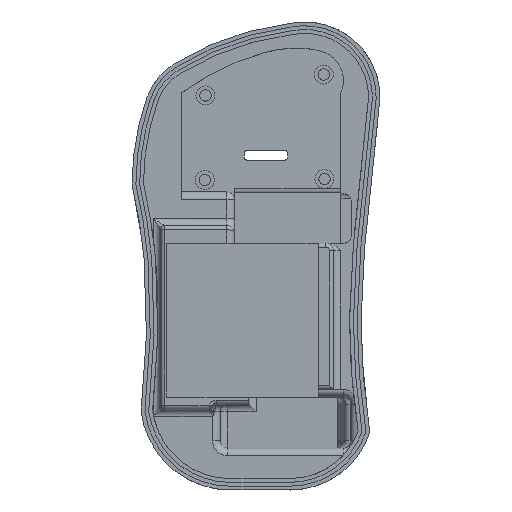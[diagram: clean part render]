
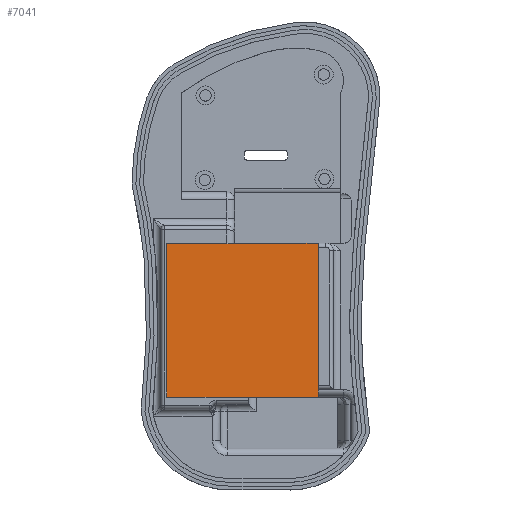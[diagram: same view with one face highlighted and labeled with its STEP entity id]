
A CAD part, top view. The second image highlights one B-rep face of the part: STEP entity #7041.
In plain terms, the highlighted planar face has unit normal (0, 0, 1).
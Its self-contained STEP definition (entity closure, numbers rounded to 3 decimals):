
#42 = ORIENTED_EDGE ( 'NONE', *, *, #9434, .F. ) ;
#163 = AXIS2_PLACEMENT_3D ( 'NONE', #4366, #2622, #9092 ) ;
#179 = CARTESIAN_POINT ( 'NONE',  ( 18., 4.81, -8. ) ) ;
#339 = ORIENTED_EDGE ( 'NONE', *, *, #7595, .T. ) ;
#892 = CARTESIAN_POINT ( 'NONE',  ( -4., 4.71, -8. ) ) ;
#965 = LINE ( 'NONE', #9050, #5415 ) ;
#1075 = DIRECTION ( 'NONE',  ( 0., 1., 0. ) ) ;
#1223 = VERTEX_POINT ( 'NONE', #4703 ) ;
#1322 = LINE ( 'NONE', #1482, #8375 ) ;
#1482 = CARTESIAN_POINT ( 'NONE',  ( -4., 4.71, -8. ) ) ;
#1870 = DIRECTION ( 'NONE',  ( -1., 0., 0. ) ) ;
#1983 = VECTOR ( 'NONE', #1870, 1000. ) ;
#2416 = ORIENTED_EDGE ( 'NONE', *, *, #8846, .T. ) ;
#2622 = DIRECTION ( 'NONE',  ( 0., 0., 1. ) ) ;
#2675 = LINE ( 'NONE', #179, #7277 ) ;
#3069 = EDGE_LOOP ( 'NONE', ( #4491, #6994, #42, #2416, #7288, #339, #7605 ) ) ;
#3105 = CARTESIAN_POINT ( 'NONE',  ( 0., 4.81, -8. ) ) ;
#3175 = CARTESIAN_POINT ( 'NONE',  ( 0.358, -35.69, -8. ) ) ;
#3483 = DIRECTION ( 'NONE',  ( 1., 0., 0. ) ) ;
#3527 = LINE ( 'NONE', #892, #9735 ) ;
#3917 = VECTOR ( 'NONE', #5313, 1000. ) ;
#3989 = DIRECTION ( 'NONE',  ( 1., 0., 0. ) ) ;
#4311 = CARTESIAN_POINT ( 'NONE',  ( -4., 4.81, -8. ) ) ;
#4321 = LINE ( 'NONE', #10839, #1983 ) ;
#4366 = CARTESIAN_POINT ( 'NONE',  ( 0., 0., -8. ) ) ;
#4491 = ORIENTED_EDGE ( 'NONE', *, *, #9980, .F. ) ;
#4579 = EDGE_CURVE ( 'NONE', #7778, #10568, #965, .T. ) ;
#4596 = CARTESIAN_POINT ( 'NONE',  ( -21.9, 4.71, -8. ) ) ;
#4703 = CARTESIAN_POINT ( 'NONE',  ( -4., 4.71, -8. ) ) ;
#5176 = VECTOR ( 'NONE', #3989, 1000. ) ;
#5313 = DIRECTION ( 'NONE',  ( 0., 1., 0. ) ) ;
#5415 = VECTOR ( 'NONE', #3483, 1000. ) ;
#6346 = LINE ( 'NONE', #9052, #3917 ) ;
#6946 = EDGE_CURVE ( 'NONE', #8830, #1223, #1322, .T. ) ;
#6994 = ORIENTED_EDGE ( 'NONE', *, *, #4579, .T. ) ;
#7041 = ADVANCED_FACE ( 'NONE', ( #9330 ), #8210, .T. ) ;
#7277 = VECTOR ( 'NONE', #1075, 1000. ) ;
#7278 = VERTEX_POINT ( 'NONE', #4311 ) ;
#7288 = ORIENTED_EDGE ( 'NONE', *, *, #8259, .F. ) ;
#7430 = VERTEX_POINT ( 'NONE', #10999 ) ;
#7595 = EDGE_CURVE ( 'NONE', #7278, #1223, #3527, .T. ) ;
#7605 = ORIENTED_EDGE ( 'NONE', *, *, #6946, .F. ) ;
#7748 = LINE ( 'NONE', #3105, #5176 ) ;
#7778 = VERTEX_POINT ( 'NONE', #10575 ) ;
#8121 = CARTESIAN_POINT ( 'NONE',  ( 18., 4.81, -8. ) ) ;
#8210 = PLANE ( 'NONE',  #163 ) ;
#8259 = EDGE_CURVE ( 'NONE', #7278, #8564, #7748, .T. ) ;
#8375 = VECTOR ( 'NONE', #10527, 1000. ) ;
#8564 = VERTEX_POINT ( 'NONE', #8121 ) ;
#8830 = VERTEX_POINT ( 'NONE', #4596 ) ;
#8846 = EDGE_CURVE ( 'NONE', #7430, #8564, #2675, .T. ) ;
#9050 = CARTESIAN_POINT ( 'NONE',  ( 18., -35.69, -8. ) ) ;
#9052 = CARTESIAN_POINT ( 'NONE',  ( -21.9, 4.81, -8. ) ) ;
#9092 = DIRECTION ( 'NONE',  ( 1., 0., 0. ) ) ;
#9245 = DIRECTION ( 'NONE',  ( 0., -1., 0. ) ) ;
#9330 = FACE_OUTER_BOUND ( 'NONE', #3069, .T. ) ;
#9434 = EDGE_CURVE ( 'NONE', #7430, #10568, #4321, .T. ) ;
#9735 = VECTOR ( 'NONE', #9245, 1000. ) ;
#9980 = EDGE_CURVE ( 'NONE', #7778, #8830, #6346, .T. ) ;
#10527 = DIRECTION ( 'NONE',  ( 1., 0., 0. ) ) ;
#10568 = VERTEX_POINT ( 'NONE', #3175 ) ;
#10575 = CARTESIAN_POINT ( 'NONE',  ( -21.9, -35.69, -8. ) ) ;
#10839 = CARTESIAN_POINT ( 'NONE',  ( 18., -35.69, -8. ) ) ;
#10999 = CARTESIAN_POINT ( 'NONE',  ( 18., -35.69, -8. ) ) ;
